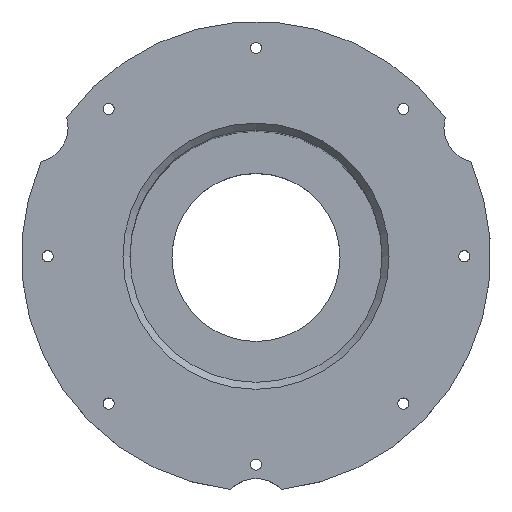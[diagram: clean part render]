
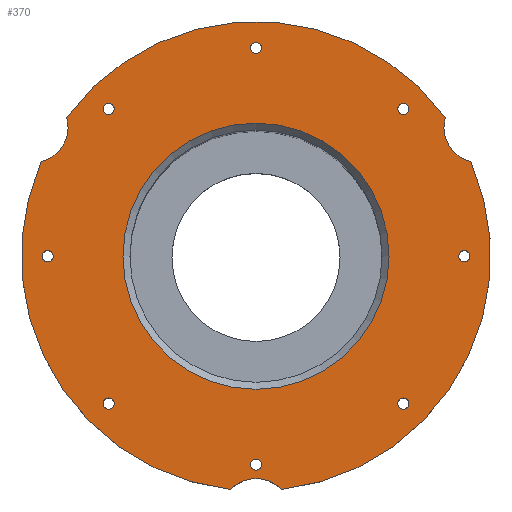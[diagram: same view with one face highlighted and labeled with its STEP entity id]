
A CAD part, top view. The second image highlights one B-rep face of the part: STEP entity #370.
In plain terms, the highlighted planar face has unit normal (0, 0, 1).
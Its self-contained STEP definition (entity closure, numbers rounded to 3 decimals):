
#161=FACE_BOUND('',#557,.T.);
#162=FACE_BOUND('',#558,.T.);
#163=FACE_BOUND('',#559,.T.);
#164=FACE_BOUND('',#560,.T.);
#165=FACE_BOUND('',#561,.T.);
#166=FACE_BOUND('',#562,.T.);
#167=FACE_BOUND('',#563,.T.);
#168=FACE_BOUND('',#564,.T.);
#169=FACE_BOUND('',#565,.T.);
#170=FACE_BOUND('',#566,.T.);
#370=ADVANCED_FACE('',(#161,#162,#163,#164,#165,#166,#167,#168,#169,#170),
#473,.F.);
#473=PLANE('',#1576);
#557=EDGE_LOOP('',(#770));
#558=EDGE_LOOP('',(#771));
#559=EDGE_LOOP('',(#772));
#560=EDGE_LOOP('',(#773));
#561=EDGE_LOOP('',(#774));
#562=EDGE_LOOP('',(#775));
#563=EDGE_LOOP('',(#776));
#564=EDGE_LOOP('',(#777));
#565=EDGE_LOOP('',(#778));
#566=EDGE_LOOP('',(#779,#780,#781,#782,#783,#784));
#770=ORIENTED_EDGE('',*,*,#1263,.T.);
#771=ORIENTED_EDGE('',*,*,#1264,.T.);
#772=ORIENTED_EDGE('',*,*,#1265,.T.);
#773=ORIENTED_EDGE('',*,*,#1266,.T.);
#774=ORIENTED_EDGE('',*,*,#1267,.T.);
#775=ORIENTED_EDGE('',*,*,#1268,.T.);
#776=ORIENTED_EDGE('',*,*,#1269,.T.);
#777=ORIENTED_EDGE('',*,*,#1270,.T.);
#778=ORIENTED_EDGE('',*,*,#1271,.T.);
#779=ORIENTED_EDGE('',*,*,#1232,.T.);
#780=ORIENTED_EDGE('',*,*,#1272,.T.);
#781=ORIENTED_EDGE('',*,*,#1228,.T.);
#782=ORIENTED_EDGE('',*,*,#1273,.T.);
#783=ORIENTED_EDGE('',*,*,#1262,.T.);
#784=ORIENTED_EDGE('',*,*,#1274,.T.);
#1086=VERTEX_POINT('',#2204);
#1089=VERTEX_POINT('',#2209);
#1090=VERTEX_POINT('',#2213);
#1093=VERTEX_POINT('',#2218);
#1120=VERTEX_POINT('',#2334);
#1123=VERTEX_POINT('',#2339);
#1124=VERTEX_POINT('',#2343);
#1125=VERTEX_POINT('',#2345);
#1126=VERTEX_POINT('',#2347);
#1127=VERTEX_POINT('',#2349);
#1128=VERTEX_POINT('',#2351);
#1129=VERTEX_POINT('',#2353);
#1130=VERTEX_POINT('',#2355);
#1131=VERTEX_POINT('',#2357);
#1132=VERTEX_POINT('',#2359);
#1228=EDGE_CURVE('',#1086,#1089,#1404,.T.);
#1232=EDGE_CURVE('',#1090,#1093,#1406,.T.);
#1262=EDGE_CURVE('',#1120,#1123,#1428,.T.);
#1263=EDGE_CURVE('',#1124,#1124,#1429,.T.);
#1264=EDGE_CURVE('',#1125,#1125,#1430,.T.);
#1265=EDGE_CURVE('',#1126,#1126,#1431,.T.);
#1266=EDGE_CURVE('',#1127,#1127,#1432,.T.);
#1267=EDGE_CURVE('',#1128,#1128,#1433,.T.);
#1268=EDGE_CURVE('',#1129,#1129,#1434,.T.);
#1269=EDGE_CURVE('',#1130,#1130,#1435,.T.);
#1270=EDGE_CURVE('',#1131,#1131,#1436,.T.);
#1271=EDGE_CURVE('',#1132,#1132,#1437,.T.);
#1272=EDGE_CURVE('',#1093,#1086,#1438,.T.);
#1273=EDGE_CURVE('',#1089,#1120,#1439,.T.);
#1274=EDGE_CURVE('',#1123,#1090,#1440,.T.);
#1404=CIRCLE('',#1530,33.5);
#1406=CIRCLE('',#1533,33.5);
#1428=CIRCLE('',#1562,33.5);
#1429=CIRCLE('',#1564,19.);
#1430=CIRCLE('',#1565,0.8);
#1431=CIRCLE('',#1566,0.8);
#1432=CIRCLE('',#1567,0.8);
#1433=CIRCLE('',#1568,0.8);
#1434=CIRCLE('',#1569,0.8);
#1435=CIRCLE('',#1570,0.8);
#1436=CIRCLE('',#1571,0.8);
#1437=CIRCLE('',#1572,0.8);
#1438=CIRCLE('',#1573,5.);
#1439=CIRCLE('',#1574,5.);
#1440=CIRCLE('',#1575,5.);
#1530=AXIS2_PLACEMENT_3D('',#2210,#1763,#1764);
#1533=AXIS2_PLACEMENT_3D('',#2219,#1771,#1772);
#1562=AXIS2_PLACEMENT_3D('',#2340,#1831,#1832);
#1564=AXIS2_PLACEMENT_3D('',#2342,#1835,#1836);
#1565=AXIS2_PLACEMENT_3D('',#2344,#1837,#1838);
#1566=AXIS2_PLACEMENT_3D('',#2346,#1839,#1840);
#1567=AXIS2_PLACEMENT_3D('',#2348,#1841,#1842);
#1568=AXIS2_PLACEMENT_3D('',#2350,#1843,#1844);
#1569=AXIS2_PLACEMENT_3D('',#2352,#1845,#1846);
#1570=AXIS2_PLACEMENT_3D('',#2354,#1847,#1848);
#1571=AXIS2_PLACEMENT_3D('',#2356,#1849,#1850);
#1572=AXIS2_PLACEMENT_3D('',#2358,#1851,#1852);
#1573=AXIS2_PLACEMENT_3D('',#2360,#1853,#1854);
#1574=AXIS2_PLACEMENT_3D('',#2361,#1855,#1856);
#1575=AXIS2_PLACEMENT_3D('',#2362,#1857,#1858);
#1576=AXIS2_PLACEMENT_3D('',#2363,#1859,#1860);
#1763=DIRECTION('',(0.,0.,1.));
#1764=DIRECTION('',(1.,0.,0.));
#1771=DIRECTION('',(0.,0.,1.));
#1772=DIRECTION('',(1.,0.,0.));
#1831=DIRECTION('',(0.,0.,1.));
#1832=DIRECTION('',(1.,0.,0.));
#1835=DIRECTION('',(0.,0.,-1.));
#1836=DIRECTION('',(-1.,0.,0.));
#1837=DIRECTION('',(0.,0.,-1.));
#1838=DIRECTION('',(-1.,0.,0.));
#1839=DIRECTION('',(0.,0.,-1.));
#1840=DIRECTION('',(-1.,0.,0.));
#1841=DIRECTION('',(0.,0.,-1.));
#1842=DIRECTION('',(-1.,0.,0.));
#1843=DIRECTION('',(0.,0.,-1.));
#1844=DIRECTION('',(-1.,0.,0.));
#1845=DIRECTION('',(0.,0.,-1.));
#1846=DIRECTION('',(-1.,0.,0.));
#1847=DIRECTION('',(0.,0.,-1.));
#1848=DIRECTION('',(-1.,0.,0.));
#1849=DIRECTION('',(0.,0.,-1.));
#1850=DIRECTION('',(-1.,0.,0.));
#1851=DIRECTION('',(0.,0.,-1.));
#1852=DIRECTION('',(-1.,0.,0.));
#1853=DIRECTION('',(0.,0.,-1.));
#1854=DIRECTION('',(-1.,0.,0.));
#1855=DIRECTION('',(0.,0.,-1.));
#1856=DIRECTION('',(-1.,0.,0.));
#1857=DIRECTION('',(0.,0.,-1.));
#1858=DIRECTION('',(-1.,0.,0.));
#1859=DIRECTION('',(0.,0.,-1.));
#1860=DIRECTION('',(-1.,0.,0.));
#2204=CARTESIAN_POINT('',(3.622,-33.304,0.));
#2209=CARTESIAN_POINT('',(30.653,13.515,0.));
#2210=CARTESIAN_POINT('',(0.,0.,0.));
#2213=CARTESIAN_POINT('',(-30.653,13.515,0.));
#2218=CARTESIAN_POINT('',(-3.622,-33.304,0.));
#2219=CARTESIAN_POINT('',(0.,0.,0.));
#2334=CARTESIAN_POINT('',(27.031,19.789,0.));
#2339=CARTESIAN_POINT('',(-27.031,19.789,0.));
#2340=CARTESIAN_POINT('',(0.,0.,0.));
#2342=CARTESIAN_POINT('',(0.,0.,0.));
#2343=CARTESIAN_POINT('',(-19.,0.,0.));
#2344=CARTESIAN_POINT('',(-21.036,-21.036,0.));
#2345=CARTESIAN_POINT('',(-21.836,-21.036,0.));
#2346=CARTESIAN_POINT('',(-29.75,0.,0.));
#2347=CARTESIAN_POINT('',(-30.55,0.,0.));
#2348=CARTESIAN_POINT('',(-21.036,21.036,0.));
#2349=CARTESIAN_POINT('',(-21.836,21.036,0.));
#2350=CARTESIAN_POINT('',(0.,29.75,0.));
#2351=CARTESIAN_POINT('',(-0.8,29.75,0.));
#2352=CARTESIAN_POINT('',(21.036,21.036,0.));
#2353=CARTESIAN_POINT('',(20.236,21.036,0.));
#2354=CARTESIAN_POINT('',(29.75,0.,0.));
#2355=CARTESIAN_POINT('',(28.95,0.,0.));
#2356=CARTESIAN_POINT('',(21.036,-21.036,0.));
#2357=CARTESIAN_POINT('',(20.236,-21.036,0.));
#2358=CARTESIAN_POINT('',(0.,-29.75,0.));
#2359=CARTESIAN_POINT('',(-0.8,-29.75,0.));
#2360=CARTESIAN_POINT('',(0.,-36.75,0.));
#2361=CARTESIAN_POINT('',(31.826,18.375,0.));
#2362=CARTESIAN_POINT('',(-31.826,18.375,0.));
#2363=CARTESIAN_POINT('',(33.5,0.,0.));
